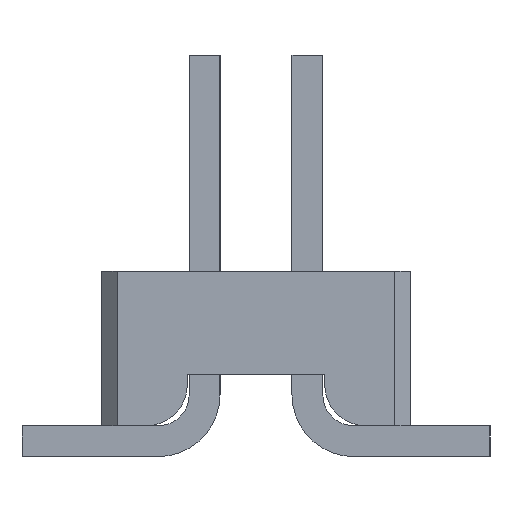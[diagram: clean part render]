
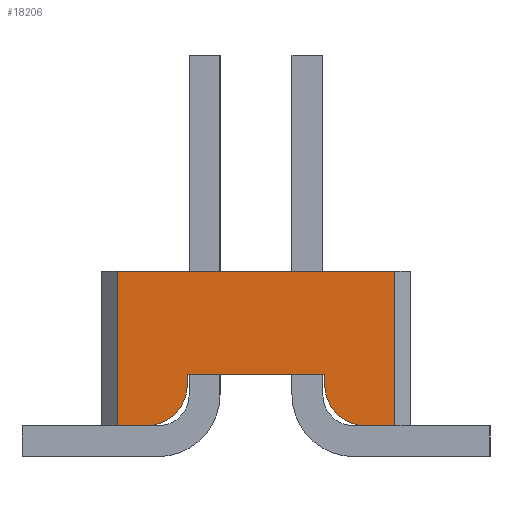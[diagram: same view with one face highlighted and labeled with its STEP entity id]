
A CAD part, left-side view. The second image highlights one B-rep face of the part: STEP entity #18206.
In plain terms, the highlighted planar face has unit normal (-1, 0, 0).
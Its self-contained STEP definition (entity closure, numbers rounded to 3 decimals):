
#1012=DIRECTION('',(0.,-1.,0.));
#1013=VECTOR('',#1012,2.7);
#1014=CARTESIAN_POINT('',(-12.8,1.35,0.));
#1015=LINE('',#1014,#1013);
#1824=DIRECTION('',(0.,-1.,0.));
#1825=VECTOR('',#1824,0.283);
#1826=CARTESIAN_POINT('',(-12.8,-1.068,-1.5));
#1827=LINE('',#1826,#1825);
#1852=DIRECTION('',(0.,-1.,0.));
#1853=VECTOR('',#1852,0.283);
#1854=CARTESIAN_POINT('',(-12.8,1.35,-1.5));
#1855=LINE('',#1854,#1853);
#4064=DIRECTION('',(0.,0.,-1.));
#4065=VECTOR('',#4064,1.5);
#4066=CARTESIAN_POINT('',(-12.8,1.35,0.));
#4067=LINE('',#4066,#4065);
#4068=DIRECTION('',(0.,0.,-1.));
#4069=VECTOR('',#4068,1.5);
#4070=CARTESIAN_POINT('',(-12.8,-1.35,0.));
#4071=LINE('',#4070,#4069);
#4072=CARTESIAN_POINT('',(-12.8,-1.068,-1.1));
#4073=DIRECTION('',(-1.,0.,0.));
#4074=DIRECTION('',(0.,1.,0.));
#4075=AXIS2_PLACEMENT_3D('',#4072,#4073,#4074);
#4077=DIRECTION('',(0.,0.,1.));
#4078=VECTOR('',#4077,0.1);
#4079=CARTESIAN_POINT('',(-12.8,-0.668,-1.1));
#4080=LINE('',#4079,#4078);
#4081=DIRECTION('',(0.,1.,0.));
#4082=VECTOR('',#4081,1.335);
#4083=CARTESIAN_POINT('',(-12.8,-0.668,-1.));
#4084=LINE('',#4083,#4082);
#4085=DIRECTION('',(0.,0.,-1.));
#4086=VECTOR('',#4085,0.1);
#4087=CARTESIAN_POINT('',(-12.8,0.668,-1.));
#4088=LINE('',#4087,#4086);
#4089=CARTESIAN_POINT('',(-12.8,1.068,-1.1));
#4090=DIRECTION('',(-1.,0.,0.));
#4091=DIRECTION('',(0.,0.,-1.));
#4092=AXIS2_PLACEMENT_3D('',#4089,#4090,#4091);
#12406=CARTESIAN_POINT('',(-12.8,1.35,-1.5));
#12408=VERTEX_POINT('',#12406);
#12412=CARTESIAN_POINT('',(-12.8,1.35,0.));
#12413=VERTEX_POINT('',#12412);
#12415=CARTESIAN_POINT('',(-12.8,-1.35,-1.5));
#12417=VERTEX_POINT('',#12415);
#12418=CARTESIAN_POINT('',(-12.8,-1.35,0.));
#12419=VERTEX_POINT('',#12418);
#15238=CARTESIAN_POINT('',(-12.8,-0.668,-1.));
#15239=CARTESIAN_POINT('',(-12.8,0.668,-1.));
#15240=VERTEX_POINT('',#15238);
#15241=VERTEX_POINT('',#15239);
#15242=CARTESIAN_POINT('',(-12.8,0.668,-1.1));
#15243=VERTEX_POINT('',#15242);
#15244=CARTESIAN_POINT('',(-12.8,1.068,-1.5));
#15245=VERTEX_POINT('',#15244);
#15246=CARTESIAN_POINT('',(-12.8,-0.668,-1.1));
#15247=CARTESIAN_POINT('',(-12.8,-1.068,-1.5));
#15248=VERTEX_POINT('',#15246);
#15249=VERTEX_POINT('',#15247);
#18184=CARTESIAN_POINT('',(-12.8,1.5,0.));
#18185=DIRECTION('',(-1.,0.,0.));
#18186=DIRECTION('',(0.,-1.,0.));
#18187=AXIS2_PLACEMENT_3D('',#18184,#18185,#18186);
#18188=PLANE('',#18187);
#18189=ORIENTED_EDGE('',*,*,#16396,.F.);
#18190=ORIENTED_EDGE('',*,*,#15881,.T.);
#18192=ORIENTED_EDGE('',*,*,#18191,.T.);
#18193=ORIENTED_EDGE('',*,*,#16410,.F.);
#18195=ORIENTED_EDGE('',*,*,#18194,.F.);
#18197=ORIENTED_EDGE('',*,*,#18196,.T.);
#18198=ORIENTED_EDGE('',*,*,#17679,.T.);
#18200=ORIENTED_EDGE('',*,*,#18199,.T.);
#18202=ORIENTED_EDGE('',*,*,#18201,.F.);
#18203=ORIENTED_EDGE('',*,*,#16431,.F.);
#18204=EDGE_LOOP('',(#18189,#18190,#18192,#18193,#18195,#18197,#18198,#18200,
#18202,#18203));
#18205=FACE_OUTER_BOUND('',#18204,.F.);
#4076=CIRCLE('',#4075,0.4);
#4093=CIRCLE('',#4092,0.4);
#15881=EDGE_CURVE('',#12413,#12419,#1015,.T.);
#16396=EDGE_CURVE('',#12413,#12408,#4067,.T.);
#16410=EDGE_CURVE('',#15249,#12417,#1827,.T.);
#16431=EDGE_CURVE('',#12408,#15245,#1855,.T.);
#17679=EDGE_CURVE('',#15240,#15241,#4084,.T.);
#18191=EDGE_CURVE('',#12419,#12417,#4071,.T.);
#18194=EDGE_CURVE('',#15248,#15249,#4076,.T.);
#18196=EDGE_CURVE('',#15248,#15240,#4080,.T.);
#18199=EDGE_CURVE('',#15241,#15243,#4088,.T.);
#18201=EDGE_CURVE('',#15245,#15243,#4093,.T.);
#18206=ADVANCED_FACE('',(#18205),#18188,.T.);
